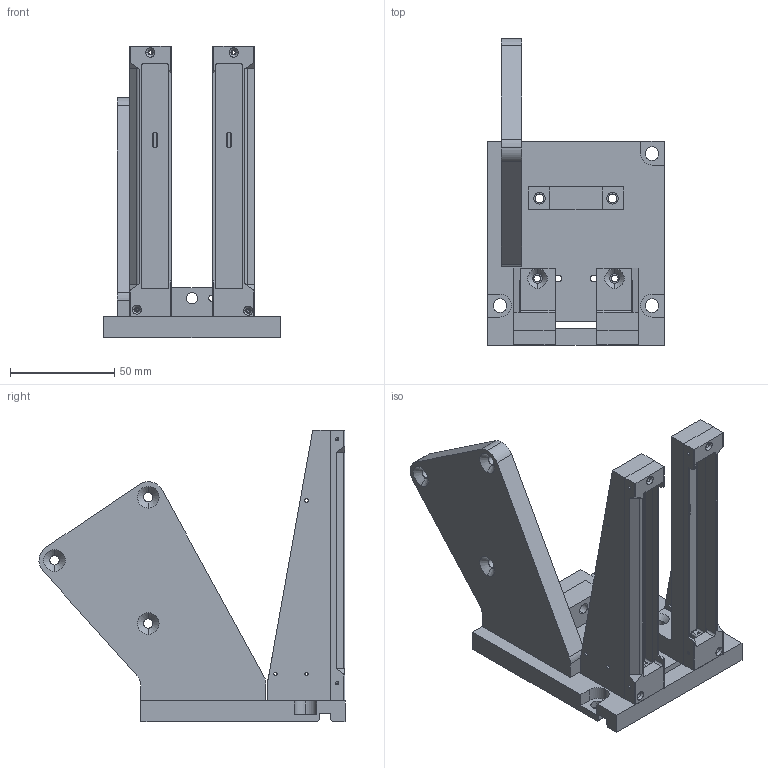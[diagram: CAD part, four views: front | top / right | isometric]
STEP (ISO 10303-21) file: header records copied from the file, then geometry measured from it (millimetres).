
FILE_DESCRIPTION (( 'STEP AP214' ), '1' );
FILE_NAME ('Updated upper clamp assembly.STEP', '2024-03-08T16:42:50', ( '' ), ( '' ), 'SwSTEP 2.0', 'SolidWorks 2020', '' );
FILE_SCHEMA (( 'AUTOMOTIVE_DESIGN' ));
Length unit declared in the file: millimetre
Products named in the file (8): Heating element top L; Updated upper clamp assembly; Heating element bottom R; Plaque support superieure; Heating element top R; Phoseon holder top; Strain gauge holder 2; Heating element bottom L
Assembly tree (7 placements, depth 2):
  Updated upper clamp assembly
    Plaque support superieure
    Heating element bottom L
    Heating element bottom R
    Heating element top L
    Heating element top R
    Phoseon holder top
    Strain gauge holder 2
Bounding box: 85 x 146.99 x 140 mm (x, y, z)
Volume: 199915.1 mm3; surface area: 79039.4 mm2
Topology: 7 solids, 7 shells, 430 faces, 1121 edges, 692 vertices
Faces by surface type: cylinder 204, plane 143, cone 59, torus 24
Entity records: 13921 total; most frequent: DIRECTION 2393, CARTESIAN_POINT 2295, ORIENTED_EDGE 2190, EDGE_CURVE 1095, AXIS2_PLACEMENT_3D 878, VERTEX_POINT 692, VECTOR 637, LINE 637
